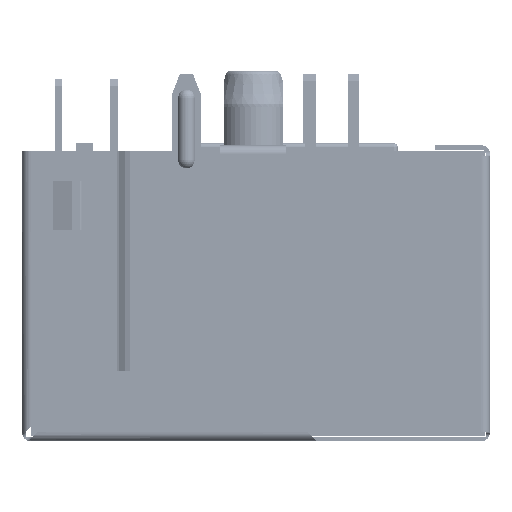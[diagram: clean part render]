
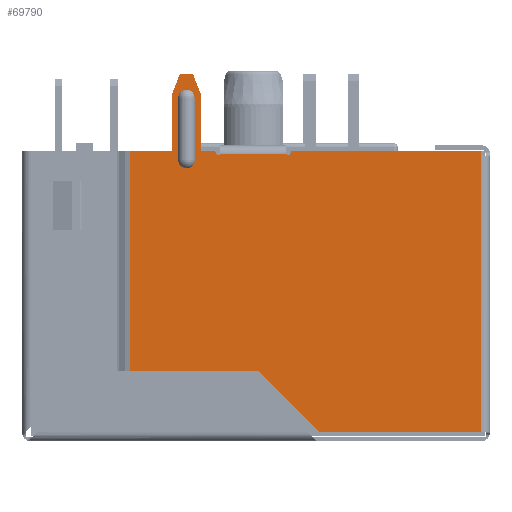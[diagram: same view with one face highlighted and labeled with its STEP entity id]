
A CAD part, left-side view. The second image highlights one B-rep face of the part: STEP entity #69790.
In plain terms, the highlighted planar face has unit normal (-1, 0, 0).
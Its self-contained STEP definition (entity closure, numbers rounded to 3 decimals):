
#63922=DIRECTION('',(0.,1.,0.));
#63923=VECTOR('',#63922,12.8);
#63924=CARTESIAN_POINT('',(-7.975,-13.2,-20.95));
#63925=LINE('',#63924,#63923);
#65377=DIRECTION('',(0.,-1.,0.));
#65378=VECTOR('',#65377,2.6);
#65379=CARTESIAN_POINT('',(-7.975,-13.25,-6.85));
#65380=LINE('',#65379,#65378);
#65381=DIRECTION('',(0.,-0.932,0.362));
#65382=VECTOR('',#65381,0.966);
#65383=CARTESIAN_POINT('',(-7.975,-15.85,-8.15));
#65384=LINE('',#65383,#65382);
#65385=DIRECTION('',(0.,0.,1.));
#65386=VECTOR('',#65385,0.6);
#65387=CARTESIAN_POINT('',(-7.975,-13.25,-8.75));
#65388=LINE('',#65387,#65386);
#65389=CARTESIAN_POINT('',(-7.975,-13.15,-8.75));
#65390=DIRECTION('',(-1.,0.,0.));
#65391=DIRECTION('',(0.,0.,-1.));
#65392=AXIS2_PLACEMENT_3D('',#65389,#65390,#65391);
#65394=CARTESIAN_POINT('',(-7.975,-13.15,-8.95));
#65395=DIRECTION('',(1.,0.,0.));
#65396=DIRECTION('',(0.,0.5,-0.866));
#65397=AXIS2_PLACEMENT_3D('',#65394,#65395,#65396);
#65399=CARTESIAN_POINT('',(-7.975,-13.15,-12.15));
#65400=DIRECTION('',(1.,0.,0.));
#65401=DIRECTION('',(0.,0.,-1.));
#65402=AXIS2_PLACEMENT_3D('',#65399,#65400,#65401);
#65404=CARTESIAN_POINT('',(-7.975,-13.15,-12.35));
#65405=DIRECTION('',(-1.,0.,0.));
#65406=DIRECTION('',(0.,-1.,0.));
#65407=AXIS2_PLACEMENT_3D('',#65404,#65405,#65406);
#65409=DIRECTION('',(0.,0.,1.));
#65410=VECTOR('',#65409,8.6);
#65411=CARTESIAN_POINT('',(-7.975,-13.25,-20.95));
#65412=LINE('',#65411,#65410);
#65413=DIRECTION('',(0.,-1.,0.));
#65414=VECTOR('',#65413,0.05);
#65415=CARTESIAN_POINT('',(-7.975,-13.2,-20.95));
#65416=LINE('',#65415,#65414);
#65417=DIRECTION('',(0.,0.,-1.));
#65418=VECTOR('',#65417,7.35);
#65419=CARTESIAN_POINT('',(-7.975,-0.4,-13.6));
#65420=LINE('',#65419,#65418);
#65421=DIRECTION('',(0.,0.707,-0.707));
#65422=VECTOR('',#65421,3.96);
#65423=CARTESIAN_POINT('',(-7.975,-3.2,-10.8));
#65424=LINE('',#65423,#65422);
#65425=DIRECTION('',(0.,0.,-1.));
#65426=VECTOR('',#65425,5.89);
#65427=CARTESIAN_POINT('',(-7.975,-3.2,-4.91));
#65428=LINE('',#65427,#65426);
#65429=DIRECTION('',(0.,1.,0.));
#65430=VECTOR('',#65429,10.05);
#65431=CARTESIAN_POINT('',(-7.975,-13.25,-4.91));
#65432=LINE('',#65431,#65430);
#65433=DIRECTION('',(0.,0.,1.));
#65434=VECTOR('',#65433,1.94);
#65435=CARTESIAN_POINT('',(-7.975,-13.25,-6.85));
#65436=LINE('',#65435,#65434);
#65437=DIRECTION('',(0.,0.932,0.362));
#65438=VECTOR('',#65437,0.966);
#65439=CARTESIAN_POINT('',(-7.975,-16.75,-7.2));
#65440=LINE('',#65439,#65438);
#65441=DIRECTION('',(0.,1.,0.));
#65442=VECTOR('',#65441,2.85);
#65443=CARTESIAN_POINT('',(-7.975,-15.669,
-7.126));
#65444=LINE('',#65443,#65442);
#65445=DIRECTION('',(0.,-1.,0.));
#65446=VECTOR('',#65445,2.85);
#65447=CARTESIAN_POINT('',(-7.975,-12.82,
-7.874));
#65448=LINE('',#65447,#65446);
#65449=CARTESIAN_POINT('',(-7.975,-15.669,-7.5));
#65450=DIRECTION('',(-1.,0.,0.));
#65451=DIRECTION('',(0.,0.,-1.));
#65452=AXIS2_PLACEMENT_3D('',#65449,#65450,#65451);
#65464=CARTESIAN_POINT('',(-7.975,-15.669,-7.5));
#65465=DIRECTION('',(-1.,0.,0.));
#65466=DIRECTION('',(0.,-1.,0.));
#65467=AXIS2_PLACEMENT_3D('',#65464,#65465,#65466);
#65469=CARTESIAN_POINT('',(-7.975,-12.819,-7.5));
#65470=DIRECTION('',(-1.,0.,0.));
#65471=DIRECTION('',(0.,0.,1.));
#65472=AXIS2_PLACEMENT_3D('',#65469,#65470,#65471);
#65484=CARTESIAN_POINT('',(-7.975,-12.819,-7.5));
#65485=DIRECTION('',(-1.,0.,0.));
#65486=DIRECTION('',(0.,1.,0.));
#65487=AXIS2_PLACEMENT_3D('',#65484,#65485,#65486);
#65489=DIRECTION('',(0.,0.,-1.));
#65490=VECTOR('',#65489,0.6);
#65491=CARTESIAN_POINT('',(-7.975,-16.75,-7.2));
#65492=LINE('',#65491,#65490);
#65505=DIRECTION('',(0.,1.,0.));
#65506=VECTOR('',#65505,2.6);
#65507=CARTESIAN_POINT('',(-7.975,-15.85,-8.15));
#65508=LINE('',#65507,#65506);
#65643=DIRECTION('',(0.,0.,-1.));
#65644=VECTOR('',#65643,3.027);
#65645=CARTESIAN_POINT('',(-7.975,-13.1,-9.037));
#65646=LINE('',#65645,#65644);
#65675=CARTESIAN_POINT('',(-7.975,-13.2,-20.95));
#66759=CARTESIAN_POINT('',(-7.975,-13.25,-8.15));
#66760=VERTEX_POINT('',#66759);
#66761=CARTESIAN_POINT('',(-7.975,-13.25,-8.75));
#66762=VERTEX_POINT('',#66761);
#67052=CARTESIAN_POINT('',(-7.975,-13.25,-6.85));
#67053=VERTEX_POINT('',#67052);
#67070=CARTESIAN_POINT('',(-7.975,-13.25,-4.91));
#67071=VERTEX_POINT('',#67070);
#67072=CARTESIAN_POINT('',(-7.975,-13.25,-12.35));
#67073=VERTEX_POINT('',#67072);
#67074=CARTESIAN_POINT('',(-7.975,-13.25,-20.95));
#67075=VERTEX_POINT('',#67074);
#67080=VERTEX_POINT('',#65675);
#67081=CARTESIAN_POINT('',(-7.975,-0.4,-20.95));
#67082=VERTEX_POINT('',#67081);
#67112=CARTESIAN_POINT('',(-7.975,-3.2,-4.91));
#67113=CARTESIAN_POINT('',(-7.975,-3.2,-10.8));
#67114=VERTEX_POINT('',#67112);
#67115=VERTEX_POINT('',#67113);
#67132=CARTESIAN_POINT('',(-7.975,-15.669,
-7.126));
#67133=CARTESIAN_POINT('',(-7.975,-12.82,
-7.126));
#67134=VERTEX_POINT('',#67132);
#67135=VERTEX_POINT('',#67133);
#67136=CARTESIAN_POINT('',(-7.975,-16.043,-7.5));
#67137=VERTEX_POINT('',#67136);
#67138=CARTESIAN_POINT('',(-7.975,-15.669,-7.874));
#67139=VERTEX_POINT('',#67138);
#67140=CARTESIAN_POINT('',(-7.975,-12.82,
-7.874));
#67141=VERTEX_POINT('',#67140);
#67142=CARTESIAN_POINT('',(-7.975,-12.445,-7.5));
#67143=VERTEX_POINT('',#67142);
#67144=CARTESIAN_POINT('',(-7.975,-16.75,-7.2));
#67145=CARTESIAN_POINT('',(-7.975,-16.75,-7.8));
#67146=VERTEX_POINT('',#67144);
#67147=VERTEX_POINT('',#67145);
#67148=CARTESIAN_POINT('',(-7.975,-15.85,-6.85));
#67149=VERTEX_POINT('',#67148);
#67150=CARTESIAN_POINT('',(-7.975,-0.4,-13.6));
#67151=VERTEX_POINT('',#67150);
#67152=CARTESIAN_POINT('',(-7.975,-13.15,-12.25));
#67153=VERTEX_POINT('',#67152);
#67154=CARTESIAN_POINT('',(-7.975,-13.1,-12.063));
#67155=VERTEX_POINT('',#67154);
#67156=CARTESIAN_POINT('',(-7.975,-13.1,-9.037));
#67157=VERTEX_POINT('',#67156);
#67158=CARTESIAN_POINT('',(-7.975,-13.15,-8.85));
#67159=VERTEX_POINT('',#67158);
#67160=CARTESIAN_POINT('',(-7.975,-15.85,-8.15));
#67161=VERTEX_POINT('',#67160);
#69734=CARTESIAN_POINT('',(-7.975,-13.25,0.));
#69735=DIRECTION('',(1.,0.,0.));
#69736=DIRECTION('',(0.,0.,-1.));
#69737=AXIS2_PLACEMENT_3D('',#69734,#69735,#69736);
#69738=PLANE('',#69737);
#69740=ORIENTED_EDGE('',*,*,#69739,.T.);
#69742=ORIENTED_EDGE('',*,*,#69741,.F.);
#69744=ORIENTED_EDGE('',*,*,#69743,.T.);
#69746=ORIENTED_EDGE('',*,*,#69745,.F.);
#69748=ORIENTED_EDGE('',*,*,#69747,.F.);
#69750=ORIENTED_EDGE('',*,*,#69749,.F.);
#69752=ORIENTED_EDGE('',*,*,#69751,.T.);
#69754=ORIENTED_EDGE('',*,*,#69753,.F.);
#69756=ORIENTED_EDGE('',*,*,#69755,.F.);
#69758=ORIENTED_EDGE('',*,*,#69757,.F.);
#69760=ORIENTED_EDGE('',*,*,#69759,.F.);
#69761=ORIENTED_EDGE('',*,*,#67849,.T.);
#69762=ORIENTED_EDGE('',*,*,#69666,.F.);
#69764=ORIENTED_EDGE('',*,*,#69763,.F.);
#69766=ORIENTED_EDGE('',*,*,#69765,.F.);
#69768=ORIENTED_EDGE('',*,*,#69767,.F.);
#69770=ORIENTED_EDGE('',*,*,#69769,.F.);
#69771=ORIENTED_EDGE('',*,*,#69724,.T.);
#69773=ORIENTED_EDGE('',*,*,#69772,.F.);
#69774=EDGE_LOOP('',(#69740,#69742,#69744,#69746,#69748,#69750,#69752,#69754,
#69756,#69758,#69760,#69761,#69762,#69764,#69766,#69768,#69770,#69771,#69773));
#69775=FACE_OUTER_BOUND('',#69774,.F.);
#69777=ORIENTED_EDGE('',*,*,#69776,.T.);
#69779=ORIENTED_EDGE('',*,*,#69778,.T.);
#69781=ORIENTED_EDGE('',*,*,#69780,.T.);
#69783=ORIENTED_EDGE('',*,*,#69782,.T.);
#69785=ORIENTED_EDGE('',*,*,#69784,.T.);
#69787=ORIENTED_EDGE('',*,*,#69786,.T.);
#69788=EDGE_LOOP('',(#69777,#69779,#69781,#69783,#69785,#69787));
#69789=FACE_BOUND('',#69788,.F.);
#65393=CIRCLE('',#65392,0.1);
#65398=CIRCLE('',#65397,0.1);
#65403=CIRCLE('',#65402,0.1);
#65408=CIRCLE('',#65407,0.1);
#65453=CIRCLE('',#65452,0.374);
#65468=CIRCLE('',#65467,0.374);
#65473=CIRCLE('',#65472,0.374);
#65488=CIRCLE('',#65487,0.374);
#67849=EDGE_CURVE('',#67080,#67082,#63925,.T.);
#69666=EDGE_CURVE('',#67151,#67082,#65420,.T.);
#69724=EDGE_CURVE('',#67053,#67149,#65380,.T.);
#69739=EDGE_CURVE('',#67146,#67147,#65492,.T.);
#69741=EDGE_CURVE('',#67161,#67147,#65384,.T.);
#69743=EDGE_CURVE('',#67161,#66760,#65508,.T.);
#69745=EDGE_CURVE('',#66762,#66760,#65388,.T.);
#69747=EDGE_CURVE('',#67159,#66762,#65393,.T.);
#69749=EDGE_CURVE('',#67157,#67159,#65398,.T.);
#69751=EDGE_CURVE('',#67157,#67155,#65646,.T.);
#69753=EDGE_CURVE('',#67153,#67155,#65403,.T.);
#69755=EDGE_CURVE('',#67073,#67153,#65408,.T.);
#69757=EDGE_CURVE('',#67075,#67073,#65412,.T.);
#69759=EDGE_CURVE('',#67080,#67075,#65416,.T.);
#69763=EDGE_CURVE('',#67115,#67151,#65424,.T.);
#69765=EDGE_CURVE('',#67114,#67115,#65428,.T.);
#69767=EDGE_CURVE('',#67071,#67114,#65432,.T.);
#69769=EDGE_CURVE('',#67053,#67071,#65436,.T.);
#69772=EDGE_CURVE('',#67146,#67149,#65440,.T.);
#69776=EDGE_CURVE('',#67134,#67135,#65444,.T.);
#69778=EDGE_CURVE('',#67135,#67143,#65473,.T.);
#69780=EDGE_CURVE('',#67143,#67141,#65488,.T.);
#69782=EDGE_CURVE('',#67141,#67139,#65448,.T.);
#69784=EDGE_CURVE('',#67139,#67137,#65453,.T.);
#69786=EDGE_CURVE('',#67137,#67134,#65468,.T.);
#69790=ADVANCED_FACE('',(#69775,#69789),#69738,.F.);
